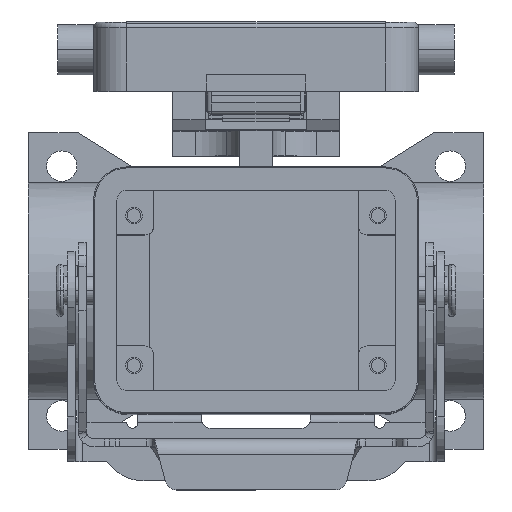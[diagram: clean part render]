
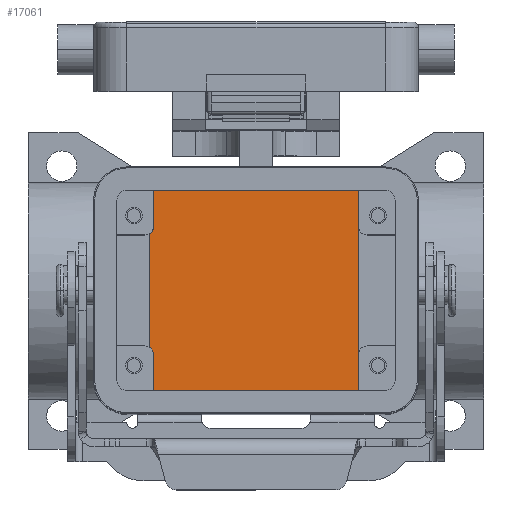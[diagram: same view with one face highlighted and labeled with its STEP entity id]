
A CAD part, top view. The second image highlights one B-rep face of the part: STEP entity #17061.
In plain terms, the highlighted planar face has unit normal (0, 0, 1).
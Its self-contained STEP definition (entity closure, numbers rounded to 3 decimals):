
#16988=CARTESIAN_POINT('',(0.0,0.,-62.0));
#16989=DIRECTION('',(0.0,0.0,1.0));
#16990=DIRECTION('',(1.0,0.0,0.0));
#16991=AXIS2_PLACEMENT_3D('',#16988,#16989,#16990);
#16992=PLANE('',#16991);
#16993=CARTESIAN_POINT('',(-19.25,10.201,-62.0));
#16994=VERTEX_POINT('',#16993);
#16995=CARTESIAN_POINT('',(-19.25,-10.201,-62.0));
#16996=VERTEX_POINT('',#16995);
#16997=CARTESIAN_POINT('',(-19.25,10.201,-62.0));
#16998=DIRECTION('',(0.0,-1.0,0.0));
#16999=VECTOR('',#16998,20.402);
#17000=LINE('',#16997,#16999);
#17001=EDGE_CURVE('',#16994,#16996,#17000,.T.);
#17002=ORIENTED_EDGE('',*,*,#17001,.T.);
#17003=CARTESIAN_POINT('',(-18.5,-11.5,-62.));
#17004=VERTEX_POINT('',#17003);
#17005=CARTESIAN_POINT('',(-20.0,-11.5,-62.0));
#17006=DIRECTION('',(0.0,0.0,-1.0));
#17007=DIRECTION('',(-1.0,0.0,0.0));
#17008=AXIS2_PLACEMENT_3D('',#17005,#17006,#17007);
#17009=CIRCLE('',#17008,1.5);
#17010=EDGE_CURVE('',#16996,#17004,#17009,.T.);
#17011=ORIENTED_EDGE('',*,*,#17010,.T.);
#17012=CARTESIAN_POINT('',(-18.5,-18.25,-62.));
#17013=VERTEX_POINT('',#17012);
#17014=CARTESIAN_POINT('',(-18.5,-11.5,-62.));
#17015=DIRECTION('',(0.0,-1.0,0.0));
#17016=VECTOR('',#17015,6.75);
#17017=LINE('',#17014,#17016);
#17018=EDGE_CURVE('',#17004,#17013,#17017,.T.);
#17019=ORIENTED_EDGE('',*,*,#17018,.T.);
#17020=CARTESIAN_POINT('',(18.5,-18.25,-62.));
#17021=VERTEX_POINT('',#17020);
#17022=CARTESIAN_POINT('',(-18.5,-18.25,-62.));
#17023=DIRECTION('',(1.0,0.0,0.0));
#17024=VECTOR('',#17023,37.0);
#17025=LINE('',#17022,#17024);
#17026=EDGE_CURVE('',#17013,#17021,#17025,.T.);
#17027=ORIENTED_EDGE('',*,*,#17026,.T.);
#17028=CARTESIAN_POINT('',(18.5,18.25,-62.));
#17029=VERTEX_POINT('',#17028);
#17030=CARTESIAN_POINT('',(18.5,-18.25,-62.));
#17031=DIRECTION('',(0.0,1.0,0.0));
#17032=VECTOR('',#17031,36.5);
#17033=LINE('',#17030,#17032);
#17034=EDGE_CURVE('',#17021,#17029,#17033,.T.);
#17035=ORIENTED_EDGE('',*,*,#17034,.T.);
#17036=CARTESIAN_POINT('',(-18.5,18.25,-62.));
#17037=VERTEX_POINT('',#17036);
#17038=CARTESIAN_POINT('',(18.5,18.25,-62.));
#17039=DIRECTION('',(-1.0,0.0,0.0));
#17040=VECTOR('',#17039,37.);
#17041=LINE('',#17038,#17040);
#17042=EDGE_CURVE('',#17029,#17037,#17041,.T.);
#17043=ORIENTED_EDGE('',*,*,#17042,.T.);
#17044=CARTESIAN_POINT('',(-18.5,11.5,-62.));
#17045=VERTEX_POINT('',#17044);
#17046=CARTESIAN_POINT('',(-18.5,18.25,-62.));
#17047=DIRECTION('',(0.0,-1.0,0.0));
#17048=VECTOR('',#17047,6.75);
#17049=LINE('',#17046,#17048);
#17050=EDGE_CURVE('',#17037,#17045,#17049,.T.);
#17051=ORIENTED_EDGE('',*,*,#17050,.T.);
#17052=CARTESIAN_POINT('',(-20.0,11.5,-62.0));
#17053=DIRECTION('',(0.0,0.0,-1.0));
#17054=DIRECTION('',(0.0,-1.0,0.0));
#17055=AXIS2_PLACEMENT_3D('',#17052,#17053,#17054);
#17056=CIRCLE('',#17055,1.5);
#17057=EDGE_CURVE('',#17045,#16994,#17056,.T.);
#17058=ORIENTED_EDGE('',*,*,#17057,.T.);
#17059=EDGE_LOOP('',(#17002,#17011,#17019,#17027,#17035,#17043,#17051,#17058));
#17060=FACE_OUTER_BOUND('',#17059,.T.);
#17061=ADVANCED_FACE('',(#17060),#16992,.T.);
